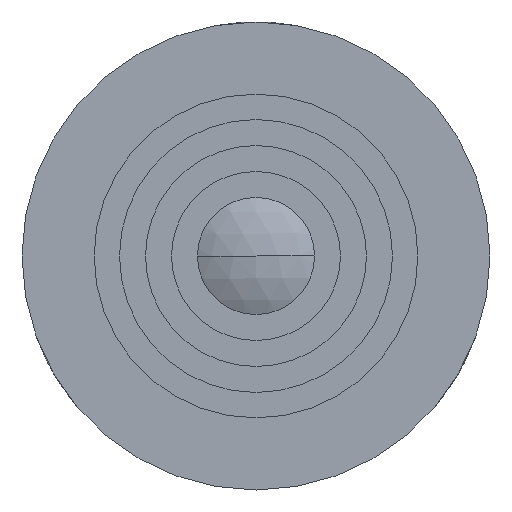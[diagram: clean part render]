
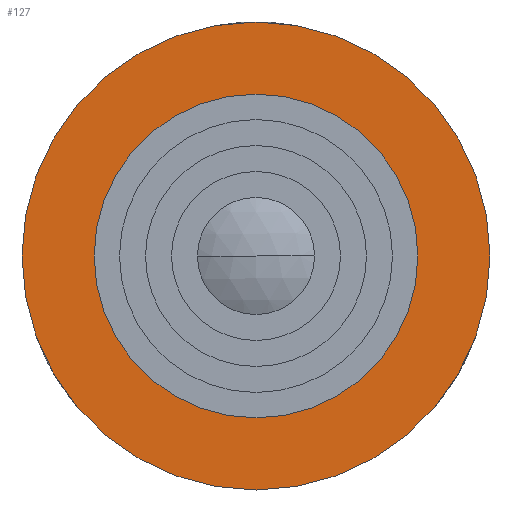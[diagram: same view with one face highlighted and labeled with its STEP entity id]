
A CAD part, left-side view. The second image highlights one B-rep face of the part: STEP entity #127.
In plain terms, the highlighted planar face has unit normal (-1, 0, 0).
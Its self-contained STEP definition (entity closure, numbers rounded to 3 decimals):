
#6 = CARTESIAN_POINT ( 'NONE',  ( 0., 0., -12.45 ) ) ;
#127 = ADVANCED_FACE ( 'NONE', ( #891, #2997 ), #1511, .F. ) ;
#155 = EDGE_LOOP ( 'NONE', ( #2380, #1976 ) ) ;
#349 = CARTESIAN_POINT ( 'NONE',  ( 0., 0., 0. ) ) ;
#746 = CARTESIAN_POINT ( 'NONE',  ( 0., 18., 0. ) ) ;
#891 = FACE_BOUND ( 'NONE', #155, .T. ) ;
#918 = VERTEX_POINT ( 'NONE', #3331 ) ;
#1163 = CARTESIAN_POINT ( 'NONE',  ( 0., 0., 18. ) ) ;
#1204 = CIRCLE ( 'NONE', #1864, 12.45 ) ;
#1277 = ORIENTED_EDGE ( 'NONE', *, *, #3258, .T. ) ;
#1322 = AXIS2_PLACEMENT_3D ( 'NONE', #349, #1696, #1975 ) ;
#1367 = AXIS2_PLACEMENT_3D ( 'NONE', #3220, #2690, #2930 ) ;
#1482 = EDGE_CURVE ( 'NONE', #2367, #918, #1922, .T. ) ;
#1511 = PLANE ( 'NONE',  #3049 ) ;
#1532 = AXIS2_PLACEMENT_3D ( 'NONE', #2338, #3385, #2566 ) ;
#1642 = CIRCLE ( 'NONE', #1532, 18. ) ;
#1696 = DIRECTION ( 'NONE',  ( -1., 0., 0. ) ) ;
#1804 = DIRECTION ( 'NONE',  ( 1., 0., 0. ) ) ;
#1843 = VERTEX_POINT ( 'NONE', #6 ) ;
#1848 = CARTESIAN_POINT ( 'NONE',  ( 0., 0., 12.45 ) ) ;
#1864 = AXIS2_PLACEMENT_3D ( 'NONE', #3108, #2305, #2581 ) ;
#1922 = CIRCLE ( 'NONE', #1367, 18. ) ;
#1975 = DIRECTION ( 'NONE',  ( 0., 0., 1. ) ) ;
#1976 = ORIENTED_EDGE ( 'NONE', *, *, #2328, .F. ) ;
#2305 = DIRECTION ( 'NONE',  ( -1., 0., 0. ) ) ;
#2328 = EDGE_CURVE ( 'NONE', #1843, #2742, #3135, .T. ) ;
#2338 = CARTESIAN_POINT ( 'NONE',  ( 0., 0., 0. ) ) ;
#2367 = VERTEX_POINT ( 'NONE', #1163 ) ;
#2380 = ORIENTED_EDGE ( 'NONE', *, *, #3266, .F. ) ;
#2416 = EDGE_LOOP ( 'NONE', ( #2793, #1277 ) ) ;
#2566 = DIRECTION ( 'NONE',  ( 0., 0., 1. ) ) ;
#2581 = DIRECTION ( 'NONE',  ( 0., 0., 1. ) ) ;
#2690 = DIRECTION ( 'NONE',  ( -1., 0., 0. ) ) ;
#2742 = VERTEX_POINT ( 'NONE', #1848 ) ;
#2793 = ORIENTED_EDGE ( 'NONE', *, *, #1482, .T. ) ;
#2930 = DIRECTION ( 'NONE',  ( 0., 0., 1. ) ) ;
#2997 = FACE_OUTER_BOUND ( 'NONE', #2416, .T. ) ;
#3049 = AXIS2_PLACEMENT_3D ( 'NONE', #746, #1804, #3109 ) ;
#3108 = CARTESIAN_POINT ( 'NONE',  ( 0., 0., 0. ) ) ;
#3109 = DIRECTION ( 'NONE',  ( 0., 0., -1. ) ) ;
#3135 = CIRCLE ( 'NONE', #1322, 12.45 ) ;
#3220 = CARTESIAN_POINT ( 'NONE',  ( 0., 0., 0. ) ) ;
#3258 = EDGE_CURVE ( 'NONE', #918, #2367, #1642, .T. ) ;
#3266 = EDGE_CURVE ( 'NONE', #2742, #1843, #1204, .T. ) ;
#3331 = CARTESIAN_POINT ( 'NONE',  ( 0., 0., -18. ) ) ;
#3385 = DIRECTION ( 'NONE',  ( -1., 0., 0. ) ) ;
